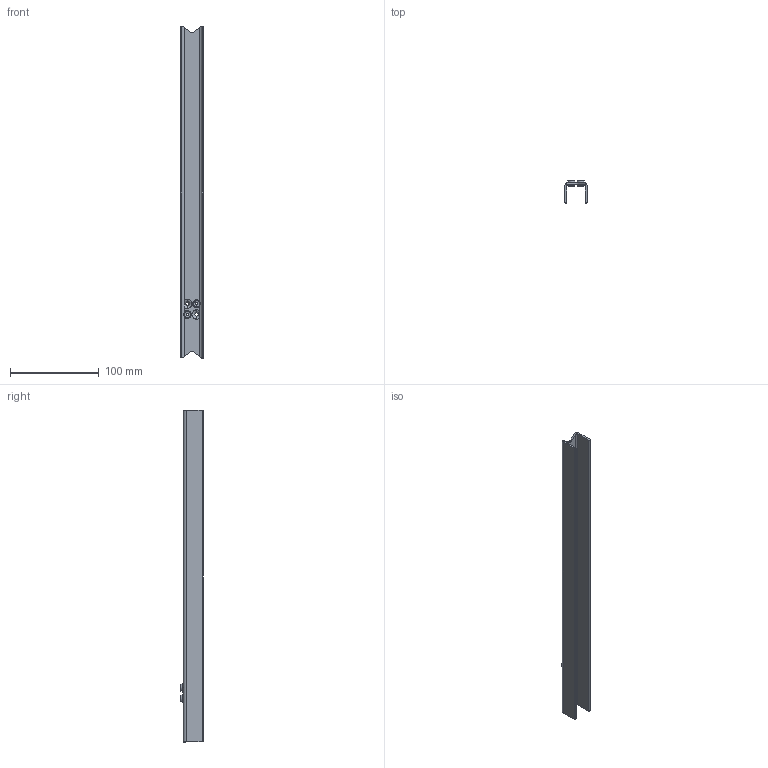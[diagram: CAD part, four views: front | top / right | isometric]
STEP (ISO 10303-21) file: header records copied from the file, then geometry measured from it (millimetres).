
FILE_DESCRIPTION (( 'STEP AP203' ), '1' );
FILE_NAME ('0549750000.STEP', '2024-07-03T05:40:48', ( '' ), ( '' ), 'SwSTEP 2.0', 'SolidWorks 2022', '' );
FILE_SCHEMA (( 'CONFIG_CONTROL_DESIGN' ));
Length unit declared in the file: millimetre
Products named in the file (1): 0549750000
Bounding box: 25 x 25.02 x 374 mm (x, y, z)
Volume: 47104.9 mm3; surface area: 48886 mm2
Topology: 1 solids, 1 shells, 151 faces, 396 edges, 248 vertices
Faces by surface type: plane 83, cone 24, cylinder 19, torus 16, bspline 9
Entity records: 5315 total; most frequent: CARTESIAN_POINT 1551, ORIENTED_EDGE 792, DIRECTION 746, EDGE_CURVE 396, LINE 252, VECTOR 252, VERTEX_POINT 248, AXIS2_PLACEMENT_3D 247
